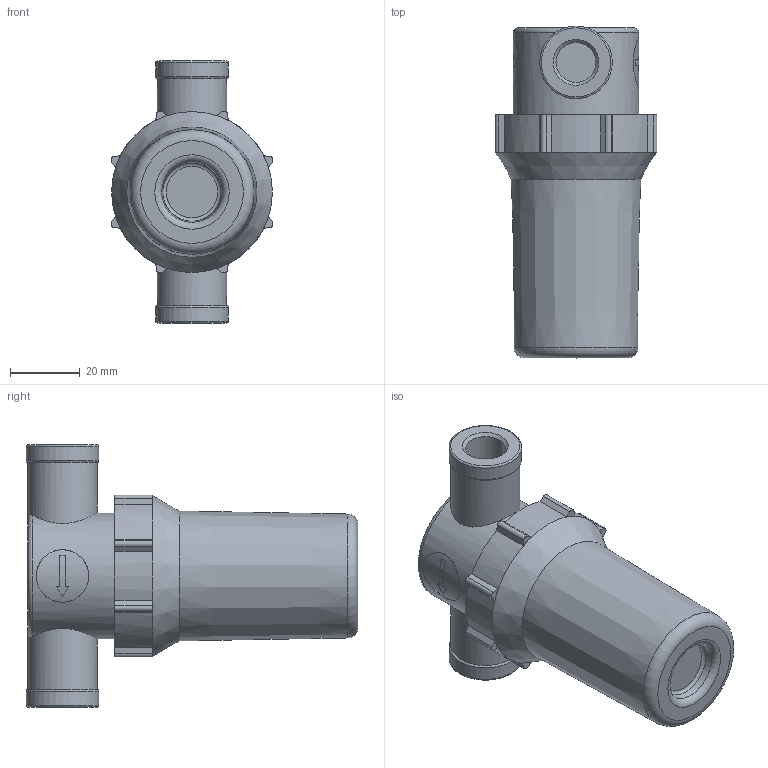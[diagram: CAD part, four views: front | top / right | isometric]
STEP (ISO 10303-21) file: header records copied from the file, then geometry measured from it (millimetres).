
FILE_DESCRIPTION(/* description */ ('STEP AP214'),/* implementation_level */ '2;1');
FILE_NAME(/* name */ '547261_VAF-DB-1_4',/* time_stamp */ '2024-09-12T15:36:29+02:00',/* author */ ('License CC BY-ND 4.0'),/* organization */ ('CADENAS'),/* preprocessor_version */ 'ST-DEVELOPER v19.3',/* originating_system */ 'PARTsolutions',/* authorisation */ ' ');
FILE_SCHEMA (('AUTOMOTIVE_DESIGN {1 0 10303 214 3 1 1}'));
Length unit declared in the file: millimetre
Products named in the file (1): 547261 VAF-DB-1/4
Bounding box: 46.34 x 94.9 x 75 mm (x, y, z)
Volume: 114295.7 mm3; surface area: 18300.3 mm2
Topology: 1 solids, 1 shells, 85 faces, 206 edges, 133 vertices
Faces by surface type: plane 48, cylinder 22, torus 8, cone 7
Full cylindrical faces by diameter (mm): 11.445 x2, 15 x2, 19.8 x2, 20.8 x2, 36 x1, 46 x1
Entity records: 2462 total; most frequent: CARTESIAN_POINT 514, DIRECTION 418, ORIENTED_EDGE 352, EDGE_CURVE 176, AXIS2_PLACEMENT_3D 164, VERTEX_POINT 128, EDGE_LOOP 120, FACE_BOUND 120
